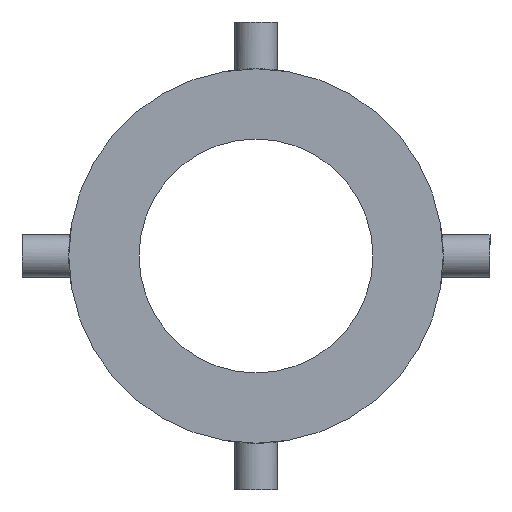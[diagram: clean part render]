
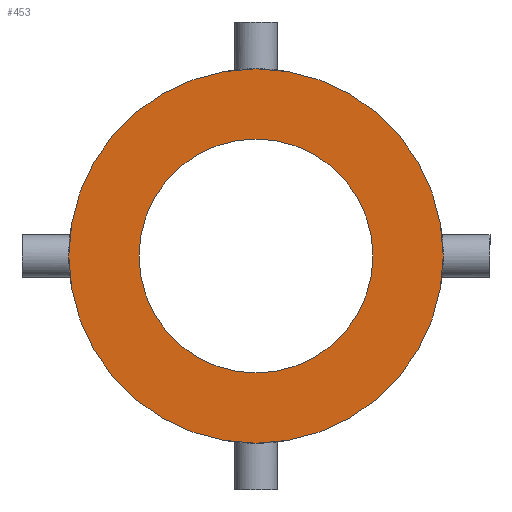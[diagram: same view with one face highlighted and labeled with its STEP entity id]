
A CAD part, front view. The second image highlights one B-rep face of the part: STEP entity #453.
In plain terms, the highlighted planar face has unit normal (0, -1, 0).
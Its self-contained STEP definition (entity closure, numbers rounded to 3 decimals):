
#8 = CARTESIAN_POINT ( 'NONE',  ( 0., 0., 0. ) ) ;
#27 = DIRECTION ( 'NONE',  ( 0., 1., 0. ) ) ;
#35 = CARTESIAN_POINT ( 'NONE',  ( 0., 0., -8. ) ) ;
#50 = DIRECTION ( 'NONE',  ( 0., 0., 1. ) ) ;
#58 = ORIENTED_EDGE ( 'NONE', *, *, #513, .F. ) ;
#67 = CARTESIAN_POINT ( 'NONE',  ( 0., 0., -5. ) ) ;
#78 = ORIENTED_EDGE ( 'NONE', *, *, #117, .F. ) ;
#81 = CARTESIAN_POINT ( 'NONE',  ( 0., 0., 0. ) ) ;
#83 = DIRECTION ( 'NONE',  ( 0., 1., 0. ) ) ;
#87 = CIRCLE ( 'NONE', #519, 5. ) ;
#117 = EDGE_CURVE ( 'NONE', #511, #395, #369, .T. ) ;
#130 = ORIENTED_EDGE ( 'NONE', *, *, #497, .T. ) ;
#134 = DIRECTION ( 'NONE',  ( 0., 1., 0. ) ) ;
#139 = AXIS2_PLACEMENT_3D ( 'NONE', #322, #436, #538 ) ;
#143 = CARTESIAN_POINT ( 'NONE',  ( 0., 0., 0. ) ) ;
#149 = VERTEX_POINT ( 'NONE', #35 ) ;
#162 = AXIS2_PLACEMENT_3D ( 'NONE', #8, #134, #187 ) ;
#174 = DIRECTION ( 'NONE',  ( 0., 1., 0. ) ) ;
#175 = CARTESIAN_POINT ( 'NONE',  ( 0., 0., 8. ) ) ;
#187 = DIRECTION ( 'NONE',  ( 0., 0., 1. ) ) ;
#205 = ORIENTED_EDGE ( 'NONE', *, *, #715, .F. ) ;
#209 = CIRCLE ( 'NONE', #139, 8. ) ;
#220 = AXIS2_PLACEMENT_3D ( 'NONE', #143, #27, #355 ) ;
#224 = CARTESIAN_POINT ( 'NONE',  ( 0., 0., 0. ) ) ;
#255 = FACE_BOUND ( 'NONE', #585, .T. ) ;
#258 = CARTESIAN_POINT ( 'NONE',  ( -8., 0., 0. ) ) ;
#299 = DIRECTION ( 'NONE',  ( 0., 0., 1. ) ) ;
#322 = CARTESIAN_POINT ( 'NONE',  ( 0., 0., 0. ) ) ;
#352 = CARTESIAN_POINT ( 'NONE',  ( 0., 0., 5. ) ) ;
#355 = DIRECTION ( 'NONE',  ( 0., 0., 1. ) ) ;
#365 = VERTEX_POINT ( 'NONE', #396 ) ;
#369 = CIRCLE ( 'NONE', #220, 8. ) ;
#395 = VERTEX_POINT ( 'NONE', #175 ) ;
#396 = CARTESIAN_POINT ( 'NONE',  ( 8., 0., 0. ) ) ;
#436 = DIRECTION ( 'NONE',  ( 0., 1., 0. ) ) ;
#440 = AXIS2_PLACEMENT_3D ( 'NONE', #81, #83, #299 ) ;
#447 = CARTESIAN_POINT ( 'NONE',  ( 0., 0., 0. ) ) ;
#453 = ADVANCED_FACE ( 'NONE', ( #694, #255 ), #690, .F. ) ;
#479 = CIRCLE ( 'NONE', #162, 8. ) ;
#490 = CARTESIAN_POINT ( 'NONE',  ( 0., 0., 0. ) ) ;
#497 = EDGE_CURVE ( 'NONE', #666, #653, #87, .T. ) ;
#503 = EDGE_LOOP ( 'NONE', ( #58, #205, #521, #78 ) ) ;
#505 = DIRECTION ( 'NONE',  ( 0., 1., 0. ) ) ;
#508 = CIRCLE ( 'NONE', #682, 5. ) ;
#511 = VERTEX_POINT ( 'NONE', #258 ) ;
#513 = EDGE_CURVE ( 'NONE', #149, #511, #209, .T. ) ;
#519 = AXIS2_PLACEMENT_3D ( 'NONE', #490, #543, #711 ) ;
#521 = ORIENTED_EDGE ( 'NONE', *, *, #591, .F. ) ;
#538 = DIRECTION ( 'NONE',  ( 0., 0., 1. ) ) ;
#543 = DIRECTION ( 'NONE',  ( 0., 1., 0. ) ) ;
#577 = CIRCLE ( 'NONE', #695, 8. ) ;
#585 = EDGE_LOOP ( 'NONE', ( #604, #130 ) ) ;
#591 = EDGE_CURVE ( 'NONE', #395, #365, #577, .T. ) ;
#604 = ORIENTED_EDGE ( 'NONE', *, *, #613, .T. ) ;
#613 = EDGE_CURVE ( 'NONE', #653, #666, #508, .T. ) ;
#618 = DIRECTION ( 'NONE',  ( 0., 0., 1. ) ) ;
#653 = VERTEX_POINT ( 'NONE', #67 ) ;
#666 = VERTEX_POINT ( 'NONE', #352 ) ;
#682 = AXIS2_PLACEMENT_3D ( 'NONE', #224, #505, #50 ) ;
#690 = PLANE ( 'NONE',  #440 ) ;
#694 = FACE_OUTER_BOUND ( 'NONE', #503, .T. ) ;
#695 = AXIS2_PLACEMENT_3D ( 'NONE', #447, #174, #618 ) ;
#711 = DIRECTION ( 'NONE',  ( 0., 0., 1. ) ) ;
#715 = EDGE_CURVE ( 'NONE', #365, #149, #479, .T. ) ;
